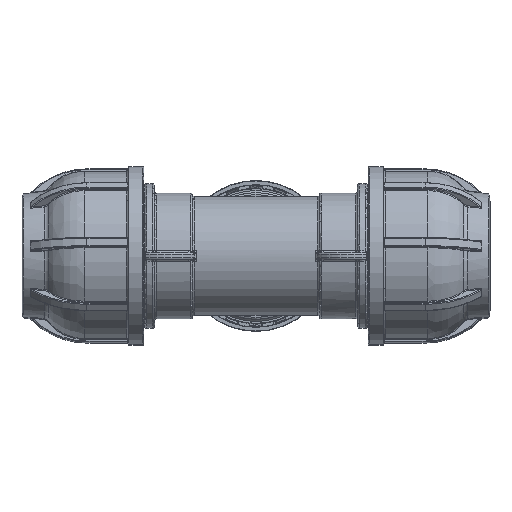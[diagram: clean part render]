
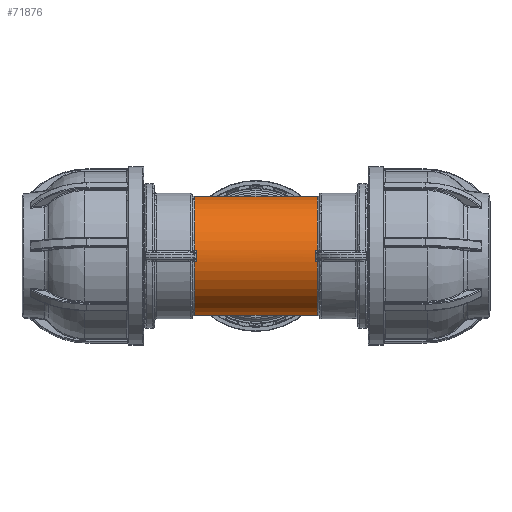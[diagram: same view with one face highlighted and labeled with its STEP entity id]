
A CAD part, front view. The second image highlights one B-rep face of the part: STEP entity #71876.
In plain terms, the highlighted cylindrical face has radius 28.75 mm (diameter 57.5 mm), a partial arc.
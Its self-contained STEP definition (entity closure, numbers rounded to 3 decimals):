
#11018 = EDGE_LOOP ( 'NONE', ( #14798, #14800, #14799, #14801, #14802, #14803, #14804, #14805, #14806, #14807, #14808, #14809 ) ) ;
#11691 = VERTEX_POINT ( 'NONE', #32505 ) ;
#11692 = VERTEX_POINT ( 'NONE', #32506 ) ;
#11693 = VERTEX_POINT ( 'NONE', #32507 ) ;
#11694 = VERTEX_POINT ( 'NONE', #32508 ) ;
#11695 = VERTEX_POINT ( 'NONE', #32509 ) ;
#11696 = VERTEX_POINT ( 'NONE', #32510 ) ;
#11697 = VERTEX_POINT ( 'NONE', #32511 ) ;
#11698 = VERTEX_POINT ( 'NONE', #32512 ) ;
#11699 = VERTEX_POINT ( 'NONE', #32513 ) ;
#11700 = VERTEX_POINT ( 'NONE', #32514 ) ;
#11701 = VERTEX_POINT ( 'NONE', #32515 ) ;
#11702 = VERTEX_POINT ( 'NONE', #32516 ) ;
#14798 = ORIENTED_EDGE ( 'NONE', *, *, #71562, .T. ) ;
#14799 = ORIENTED_EDGE ( 'NONE', *, *, #71565, .T. ) ;
#14800 = ORIENTED_EDGE ( 'NONE', *, *, #71564, .T. ) ;
#14801 = ORIENTED_EDGE ( 'NONE', *, *, #71566, .T. ) ;
#14802 = ORIENTED_EDGE ( 'NONE', *, *, #71567, .T. ) ;
#14803 = ORIENTED_EDGE ( 'NONE', *, *, #71568, .T. ) ;
#14804 = ORIENTED_EDGE ( 'NONE', *, *, #71569, .T. ) ;
#14805 = ORIENTED_EDGE ( 'NONE', *, *, #71570, .F. ) ;
#14806 = ORIENTED_EDGE ( 'NONE', *, *, #71571, .T. ) ;
#14807 = ORIENTED_EDGE ( 'NONE', *, *, #71572, .T. ) ;
#14808 = ORIENTED_EDGE ( 'NONE', *, *, #71573, .T. ) ;
#14809 = ORIENTED_EDGE ( 'NONE', *, *, #71574, .T. ) ;
#22269 = CIRCLE ( 'NONE', #22284, 28.75 ) ;
#22271 = CIRCLE ( 'NONE', #22276, 28.75 ) ;
#22275 = CIRCLE ( 'NONE', #22280, 28.75 ) ;
#22276 = AXIS2_PLACEMENT_3D ( 'NONE', #33139, #33140, #33141 ) ;
#22279 = VECTOR ( 'NONE', #33146, 1000. ) ;
#22280 = AXIS2_PLACEMENT_3D ( 'NONE', #33147, #33148, #33149 ) ;
#22281 = VECTOR ( 'NONE', #33151, 1000. ) ;
#22283 = VECTOR ( 'NONE', #33157, 1000. ) ;
#22284 = AXIS2_PLACEMENT_3D ( 'NONE', #33158, #33159, #33160 ) ;
#22285 = CIRCLE ( 'NONE', #22287, 28.75 ) ;
#22286 = VECTOR ( 'NONE', #33162, 1000. ) ;
#22287 = AXIS2_PLACEMENT_3D ( 'NONE', #33163, #33164, #33165 ) ;
#22289 = VECTOR ( 'NONE', #33167, 1000. ) ;
#22291 = VECTOR ( 'NONE', #33173, 1000. ) ;
#22599 = AXIS2_PLACEMENT_3D ( 'NONE', #37700, #37702, #37703 ) ;
#22668 = B_SPLINE_CURVE_WITH_KNOTS ( 'NONE', 3,
 ( #33152, #33153, #33154, #33155 ),
 .UNSPECIFIED., .F., .F.,
 ( 4, 4 ),
 ( 0., 0.006 ),
 .UNSPECIFIED. ) ;
#22669 = B_SPLINE_CURVE_WITH_KNOTS ( 'NONE', 3,
 ( #33168, #33169, #33170, #33171 ),
 .UNSPECIFIED., .F., .F.,
 ( 4, 4 ),
 ( 0., 0.006 ),
 .UNSPECIFIED. ) ;
#27481 = LINE ( 'NONE', #33145, #22279 ) ;
#27482 = LINE ( 'NONE', #33150, #22281 ) ;
#27483 = LINE ( 'NONE', #33156, #22283 ) ;
#27484 = LINE ( 'NONE', #33161, #22286 ) ;
#27485 = LINE ( 'NONE', #33166, #22289 ) ;
#27486 = LINE ( 'NONE', #33172, #22291 ) ;
#27837 = FACE_OUTER_BOUND ( 'NONE', #11018, .T. ) ;
#27838 = CYLINDRICAL_SURFACE ( 'NONE', #22599, 28.75 ) ;
#32505 = CARTESIAN_POINT ( 'NONE',  ( -28.693, -28.618, -2.754 ) ) ;
#32506 = CARTESIAN_POINT ( 'NONE',  ( -28.693, -28.618, 2.754 ) ) ;
#32507 = CARTESIAN_POINT ( 'NONE',  ( -29.75, -28.618, 2.754 ) ) ;
#32508 = CARTESIAN_POINT ( 'NONE',  ( -29.75, 0., 28.75 ) ) ;
#32509 = CARTESIAN_POINT ( 'NONE',  ( 29.75, 0., 28.75 ) ) ;
#32510 = CARTESIAN_POINT ( 'NONE',  ( 29.75, -28.618, 2.754 ) ) ;
#32511 = CARTESIAN_POINT ( 'NONE',  ( 28.693, -28.618, 2.754 ) ) ;
#32512 = CARTESIAN_POINT ( 'NONE',  ( 28.693, -28.618, -2.754 ) ) ;
#32513 = CARTESIAN_POINT ( 'NONE',  ( 29.75, -28.618, -2.754 ) ) ;
#32514 = CARTESIAN_POINT ( 'NONE',  ( 29.75, 0., -28.75 ) ) ;
#32515 = CARTESIAN_POINT ( 'NONE',  ( -29.75, -28.618, -2.754 ) ) ;
#32516 = CARTESIAN_POINT ( 'NONE',  ( -29.75, 0., -28.75 ) ) ;
#33139 = CARTESIAN_POINT ( 'NONE',  ( -29.75, 0., 0. ) ) ;
#33140 = DIRECTION ( 'NONE',  ( 1., 0., 0. ) ) ;
#33141 = DIRECTION ( 'NONE',  ( 0., 0., -1. ) ) ;
#33145 = CARTESIAN_POINT ( 'NONE',  ( 0., 0., -28.75 ) ) ;
#33146 = DIRECTION ( 'NONE',  ( 1., 0., 0. ) ) ;
#33147 = CARTESIAN_POINT ( 'NONE',  ( 29.75, 0., 0. ) ) ;
#33148 = DIRECTION ( 'NONE',  ( -1., 0., 0. ) ) ;
#33149 = DIRECTION ( 'NONE',  ( 0., 0., 1. ) ) ;
#33150 = CARTESIAN_POINT ( 'NONE',  ( 0., -28.618, -2.754 ) ) ;
#33151 = DIRECTION ( 'NONE',  ( -1., 0., 0. ) ) ;
#33152 = CARTESIAN_POINT ( 'NONE',  ( 28.693, -28.618, -2.754 ) ) ;
#33153 = CARTESIAN_POINT ( 'NONE',  ( 28.807, -28.794, -0.924 ) ) ;
#33154 = CARTESIAN_POINT ( 'NONE',  ( 28.807, -28.794, 0.924 ) ) ;
#33155 = CARTESIAN_POINT ( 'NONE',  ( 28.693, -28.618, 2.754 ) ) ;
#33156 = CARTESIAN_POINT ( 'NONE',  ( 0., -28.618, 2.754 ) ) ;
#33157 = DIRECTION ( 'NONE',  ( 1., 0., 0. ) ) ;
#33158 = CARTESIAN_POINT ( 'NONE',  ( 29.75, 0., 0. ) ) ;
#33159 = DIRECTION ( 'NONE',  ( -1., 0., 0. ) ) ;
#33160 = DIRECTION ( 'NONE',  ( 0., 0., 1. ) ) ;
#33161 = CARTESIAN_POINT ( 'NONE',  ( 0., 0., 28.75 ) ) ;
#33162 = DIRECTION ( 'NONE',  ( 1., 0., 0. ) ) ;
#33163 = CARTESIAN_POINT ( 'NONE',  ( -29.75, 0., 0. ) ) ;
#33164 = DIRECTION ( 'NONE',  ( 1., 0., 0. ) ) ;
#33165 = DIRECTION ( 'NONE',  ( 0., 0., -1. ) ) ;
#33166 = CARTESIAN_POINT ( 'NONE',  ( 0., -28.618, 2.754 ) ) ;
#33167 = DIRECTION ( 'NONE',  ( 1., 0., 0. ) ) ;
#33168 = CARTESIAN_POINT ( 'NONE',  ( -28.693, -28.618, 2.754 ) ) ;
#33169 = CARTESIAN_POINT ( 'NONE',  ( -28.807, -28.794, 0.924 ) ) ;
#33170 = CARTESIAN_POINT ( 'NONE',  ( -28.807, -28.794, -0.924 ) ) ;
#33171 = CARTESIAN_POINT ( 'NONE',  ( -28.693, -28.618, -2.754 ) ) ;
#33172 = CARTESIAN_POINT ( 'NONE',  ( 0., -28.618, -2.754 ) ) ;
#33173 = DIRECTION ( 'NONE',  ( -1., 0., 0. ) ) ;
#37700 = CARTESIAN_POINT ( 'NONE',  ( 0., 0., 0. ) ) ;
#37702 = DIRECTION ( 'NONE',  ( 1., 0., 0. ) ) ;
#37703 = DIRECTION ( 'NONE',  ( 0., 0., 1. ) ) ;
#71562 = EDGE_CURVE ( 'NONE', #11701, #11702, #22271, .T. ) ;
#71564 = EDGE_CURVE ( 'NONE', #11702, #11700, #27481, .T. ) ;
#71565 = EDGE_CURVE ( 'NONE', #11700, #11699, #22275, .T. ) ;
#71566 = EDGE_CURVE ( 'NONE', #11699, #11698, #27482, .T. ) ;
#71567 = EDGE_CURVE ( 'NONE', #11698, #11697, #22668, .T. ) ;
#71568 = EDGE_CURVE ( 'NONE', #11697, #11696, #27483, .T. ) ;
#71569 = EDGE_CURVE ( 'NONE', #11696, #11695, #22269, .T. ) ;
#71570 = EDGE_CURVE ( 'NONE', #11694, #11695, #27484, .T. ) ;
#71571 = EDGE_CURVE ( 'NONE', #11694, #11693, #22285, .T. ) ;
#71572 = EDGE_CURVE ( 'NONE', #11693, #11692, #27485, .T. ) ;
#71573 = EDGE_CURVE ( 'NONE', #11692, #11691, #22669, .T. ) ;
#71574 = EDGE_CURVE ( 'NONE', #11691, #11701, #27486, .T. ) ;
#71876 = ADVANCED_FACE ( 'NONE', ( #27837 ), #27838, .T. ) ;
